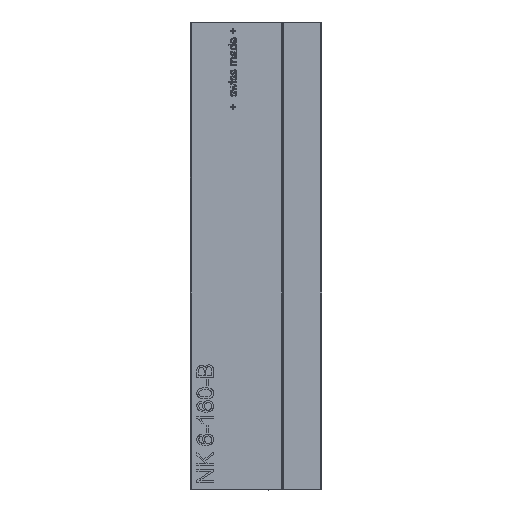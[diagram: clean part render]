
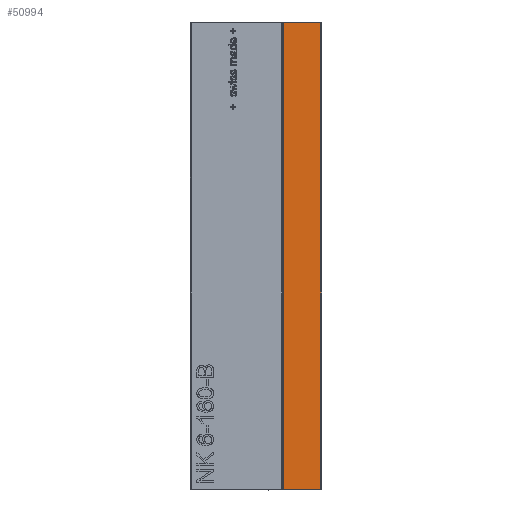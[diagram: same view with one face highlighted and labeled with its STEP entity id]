
A CAD part, left-side view. The second image highlights one B-rep face of the part: STEP entity #50994.
In plain terms, the highlighted planar face has unit normal (-1, 0, 0).
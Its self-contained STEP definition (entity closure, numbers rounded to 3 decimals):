
#50752 = EDGE_CURVE('',#50753,#50755,#50757,.T.);
#50753 = VERTEX_POINT('',#50754);
#50754 = CARTESIAN_POINT('',(-50.,13.,0.3));
#50755 = VERTEX_POINT('',#50756);
#50756 = CARTESIAN_POINT('',(-50.,13.,159.7));
#50757 = SURFACE_CURVE('',#50758,(#50762,#50774),.PCURVE_S1.);
#50758 = LINE('',#50759,#50760);
#50759 = CARTESIAN_POINT('',(-50.,13.,0.));
#50760 = VECTOR('',#50761,1.);
#50761 = DIRECTION('',(0.,0.,1.));
#50762 = PCURVE('',#50763,#50768);
#50763 = PLANE('',#50764);
#50764 = AXIS2_PLACEMENT_3D('',#50765,#50766,#50767);
#50765 = CARTESIAN_POINT('',(-22.99,13.,0.));
#50766 = DIRECTION('',(0.,-1.,0.));
#50767 = DIRECTION('',(-1.,0.,0.));
#50768 = DEFINITIONAL_REPRESENTATION('',(#50769),#50773);
#50769 = LINE('',#50770,#50771);
#50770 = CARTESIAN_POINT('',(27.01,0.));
#50771 = VECTOR('',#50772,1.);
#50772 = DIRECTION('',(0.,-1.));
#50773 = ( GEOMETRIC_REPRESENTATION_CONTEXT(2) 
PARAMETRIC_REPRESENTATION_CONTEXT() REPRESENTATION_CONTEXT('2D SPACE',''
  ) );
#50774 = PCURVE('',#50775,#50780);
#50775 = PLANE('',#50776);
#50776 = AXIS2_PLACEMENT_3D('',#50777,#50778,#50779);
#50777 = CARTESIAN_POINT('',(-50.,0.,0.));
#50778 = DIRECTION('',(-1.,0.,0.));
#50779 = DIRECTION('',(0.,1.,0.));
#50780 = DEFINITIONAL_REPRESENTATION('',(#50781),#50785);
#50781 = LINE('',#50782,#50783);
#50782 = CARTESIAN_POINT('',(13.,0.));
#50783 = VECTOR('',#50784,1.);
#50784 = DIRECTION('',(0.,-1.));
#50785 = ( GEOMETRIC_REPRESENTATION_CONTEXT(2) 
PARAMETRIC_REPRESENTATION_CONTEXT() REPRESENTATION_CONTEXT('2D SPACE',''
  ) );
#50803 = PLANE('',#50804);
#50804 = AXIS2_PLACEMENT_3D('',#50805,#50806,#50807);
#50805 = CARTESIAN_POINT('',(-49.85,0.,0.15));
#50806 = DIRECTION('',(0.707,0.,
    0.707));
#50807 = DIRECTION('',(0.,-1.,0.));
#50913 = PLANE('',#50914);
#50914 = AXIS2_PLACEMENT_3D('',#50915,#50916,#50917);
#50915 = CARTESIAN_POINT('',(-49.85,0.,159.85));
#50916 = DIRECTION('',(-0.707,0.,
    0.707));
#50917 = DIRECTION('',(0.,-1.,0.));
#50994 = ADVANCED_FACE('',(#50995),#50775,.T.);
#50995 = FACE_BOUND('',#50996,.T.);
#50996 = EDGE_LOOP('',(#50997,#50998,#51021,#51049));
#50997 = ORIENTED_EDGE('',*,*,#50752,.F.);
#50998 = ORIENTED_EDGE('',*,*,#50999,.F.);
#50999 = EDGE_CURVE('',#51000,#50753,#51002,.T.);
#51000 = VERTEX_POINT('',#51001);
#51001 = CARTESIAN_POINT('',(-50.,0.3,0.3));
#51002 = SURFACE_CURVE('',#51003,(#51007,#51014),.PCURVE_S1.);
#51003 = LINE('',#51004,#51005);
#51004 = CARTESIAN_POINT('',(-50.,0.,0.3));
#51005 = VECTOR('',#51006,1.);
#51006 = DIRECTION('',(0.,1.,0.));
#51007 = PCURVE('',#50775,#51008);
#51008 = DEFINITIONAL_REPRESENTATION('',(#51009),#51013);
#51009 = LINE('',#51010,#51011);
#51010 = CARTESIAN_POINT('',(0.,-0.3));
#51011 = VECTOR('',#51012,1.);
#51012 = DIRECTION('',(1.,0.));
#51013 = ( GEOMETRIC_REPRESENTATION_CONTEXT(2) 
PARAMETRIC_REPRESENTATION_CONTEXT() REPRESENTATION_CONTEXT('2D SPACE',''
  ) );
#51014 = PCURVE('',#50803,#51015);
#51015 = DEFINITIONAL_REPRESENTATION('',(#51016),#51020);
#51016 = LINE('',#51017,#51018);
#51017 = CARTESIAN_POINT('',(0.,-0.212));
#51018 = VECTOR('',#51019,1.);
#51019 = DIRECTION('',(-1.,0.));
#51020 = ( GEOMETRIC_REPRESENTATION_CONTEXT(2) 
PARAMETRIC_REPRESENTATION_CONTEXT() REPRESENTATION_CONTEXT('2D SPACE',''
  ) );
#51021 = ORIENTED_EDGE('',*,*,#51022,.T.);
#51022 = EDGE_CURVE('',#51000,#51023,#51025,.T.);
#51023 = VERTEX_POINT('',#51024);
#51024 = CARTESIAN_POINT('',(-50.,0.3,159.7));
#51025 = SURFACE_CURVE('',#51026,(#51030,#51037),.PCURVE_S1.);
#51026 = LINE('',#51027,#51028);
#51027 = CARTESIAN_POINT('',(-50.,0.3,0.));
#51028 = VECTOR('',#51029,1.);
#51029 = DIRECTION('',(0.,0.,1.));
#51030 = PCURVE('',#50775,#51031);
#51031 = DEFINITIONAL_REPRESENTATION('',(#51032),#51036);
#51032 = LINE('',#51033,#51034);
#51033 = CARTESIAN_POINT('',(0.3,0.));
#51034 = VECTOR('',#51035,1.);
#51035 = DIRECTION('',(0.,-1.));
#51036 = ( GEOMETRIC_REPRESENTATION_CONTEXT(2) 
PARAMETRIC_REPRESENTATION_CONTEXT() REPRESENTATION_CONTEXT('2D SPACE',''
  ) );
#51037 = PCURVE('',#51038,#51043);
#51038 = PLANE('',#51039);
#51039 = AXIS2_PLACEMENT_3D('',#51040,#51041,#51042);
#51040 = CARTESIAN_POINT('',(-49.85,0.15,0.));
#51041 = DIRECTION('',(0.707,0.707,
    0.));
#51042 = DIRECTION('',(0.,0.,1.));
#51043 = DEFINITIONAL_REPRESENTATION('',(#51044),#51048);
#51044 = LINE('',#51045,#51046);
#51045 = CARTESIAN_POINT('',(0.,-0.212));
#51046 = VECTOR('',#51047,1.);
#51047 = DIRECTION('',(1.,0.));
#51048 = ( GEOMETRIC_REPRESENTATION_CONTEXT(2) 
PARAMETRIC_REPRESENTATION_CONTEXT() REPRESENTATION_CONTEXT('2D SPACE',''
  ) );
#51049 = ORIENTED_EDGE('',*,*,#51050,.T.);
#51050 = EDGE_CURVE('',#51023,#50755,#51051,.T.);
#51051 = SURFACE_CURVE('',#51052,(#51056,#51063),.PCURVE_S1.);
#51052 = LINE('',#51053,#51054);
#51053 = CARTESIAN_POINT('',(-50.,0.,159.7));
#51054 = VECTOR('',#51055,1.);
#51055 = DIRECTION('',(0.,1.,0.));
#51056 = PCURVE('',#50775,#51057);
#51057 = DEFINITIONAL_REPRESENTATION('',(#51058),#51062);
#51058 = LINE('',#51059,#51060);
#51059 = CARTESIAN_POINT('',(0.,-159.7));
#51060 = VECTOR('',#51061,1.);
#51061 = DIRECTION('',(1.,0.));
#51062 = ( GEOMETRIC_REPRESENTATION_CONTEXT(2) 
PARAMETRIC_REPRESENTATION_CONTEXT() REPRESENTATION_CONTEXT('2D SPACE',''
  ) );
#51063 = PCURVE('',#50913,#51064);
#51064 = DEFINITIONAL_REPRESENTATION('',(#51065),#51069);
#51065 = LINE('',#51066,#51067);
#51066 = CARTESIAN_POINT('',(0.,-0.212));
#51067 = VECTOR('',#51068,1.);
#51068 = DIRECTION('',(-1.,0.));
#51069 = ( GEOMETRIC_REPRESENTATION_CONTEXT(2) 
PARAMETRIC_REPRESENTATION_CONTEXT() REPRESENTATION_CONTEXT('2D SPACE',''
  ) );
